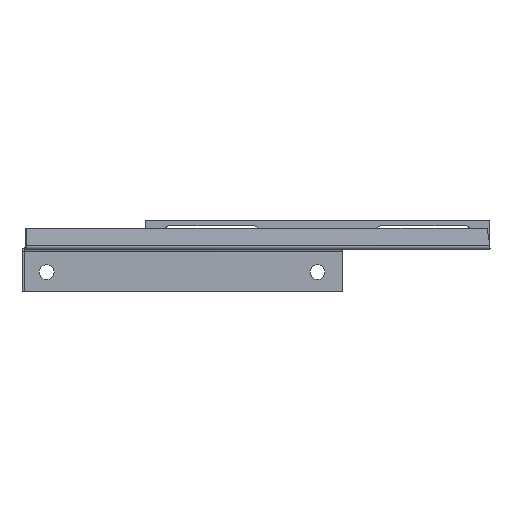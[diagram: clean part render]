
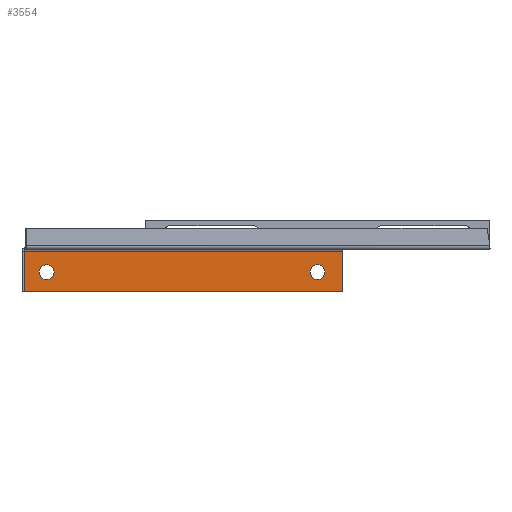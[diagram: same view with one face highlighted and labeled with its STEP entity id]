
A CAD part, front view. The second image highlights one B-rep face of the part: STEP entity #3554.
In plain terms, the highlighted planar face has unit normal (0, -1, 0).
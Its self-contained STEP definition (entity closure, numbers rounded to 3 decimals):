
#5 = ORIENTED_EDGE ( 'NONE', *, *, #2367, .F. ) ;
#38 = ORIENTED_EDGE ( 'NONE', *, *, #548, .T. ) ;
#49 = DIRECTION ( 'NONE',  ( 0., 0., 1. ) ) ;
#130 = CARTESIAN_POINT ( 'NONE',  ( -50., 123.75, -15. ) ) ;
#238 = CARTESIAN_POINT ( 'NONE',  ( -65., 123.75, -2.25 ) ) ;
#273 = AXIS2_PLACEMENT_3D ( 'NONE', #1938, #2318, #3884 ) ;
#305 = EDGE_CURVE ( 'NONE', #2827, #2638, #605, .T. ) ;
#381 = CARTESIAN_POINT ( 'NONE',  ( 115., 123.75, -10.5 ) ) ;
#465 = ORIENTED_EDGE ( 'NONE', *, *, #4249, .T. ) ;
#529 = AXIS2_PLACEMENT_3D ( 'NONE', #130, #1677, #2482 ) ;
#548 = EDGE_CURVE ( 'NONE', #2638, #2827, #1657, .T. ) ;
#605 = CIRCLE ( 'NONE', #529, 4.5 ) ;
#806 = FACE_OUTER_BOUND ( 'NONE', #4536, .T. ) ;
#1002 = LINE ( 'NONE', #238, #4874 ) ;
#1100 = DIRECTION ( 'NONE',  ( 0., -1., 0. ) ) ;
#1187 = CARTESIAN_POINT ( 'NONE',  ( 115., 123.75, -15. ) ) ;
#1269 = PLANE ( 'NONE',  #2201 ) ;
#1376 = CARTESIAN_POINT ( 'NONE',  ( 0., 123.75, -27. ) ) ;
#1460 = DIRECTION ( 'NONE',  ( 0., 0., -1. ) ) ;
#1657 = CIRCLE ( 'NONE', #273, 4.5 ) ;
#1677 = DIRECTION ( 'NONE',  ( 0., 1., 0. ) ) ;
#1780 = EDGE_CURVE ( 'NONE', #3918, #4402, #4134, .T. ) ;
#1791 = DIRECTION ( 'NONE',  ( 1., 0., 0. ) ) ;
#1938 = CARTESIAN_POINT ( 'NONE',  ( -50., 123.75, -15. ) ) ;
#1978 = CARTESIAN_POINT ( 'NONE',  ( 115., 123.75, -15. ) ) ;
#2014 = VERTEX_POINT ( 'NONE', #2777 ) ;
#2133 = ORIENTED_EDGE ( 'NONE', *, *, #1780, .F. ) ;
#2201 = AXIS2_PLACEMENT_3D ( 'NONE', #4668, #2335, #2816 ) ;
#2318 = DIRECTION ( 'NONE',  ( 0., 1., 0. ) ) ;
#2329 = DIRECTION ( 'NONE',  ( 0., 0., 1. ) ) ;
#2335 = DIRECTION ( 'NONE',  ( 0., 1., 0. ) ) ;
#2367 = EDGE_CURVE ( 'NONE', #2820, #4919, #1002, .T. ) ;
#2388 = CARTESIAN_POINT ( 'NONE',  ( -65., 123.75, -27. ) ) ;
#2475 = EDGE_CURVE ( 'NONE', #4090, #2014, #4839, .T. ) ;
#2482 = DIRECTION ( 'NONE',  ( 0., 0., 1. ) ) ;
#2609 = LINE ( 'NONE', #4603, #4791 ) ;
#2636 = CARTESIAN_POINT ( 'NONE',  ( -50., 123.75, -19.5 ) ) ;
#2638 = VERTEX_POINT ( 'NONE', #3859 ) ;
#2666 = EDGE_LOOP ( 'NONE', ( #38, #4264 ) ) ;
#2758 = CIRCLE ( 'NONE', #4461, 4.5 ) ;
#2777 = CARTESIAN_POINT ( 'NONE',  ( 130., 123.75, -27. ) ) ;
#2816 = DIRECTION ( 'NONE',  ( 0., 0., 1. ) ) ;
#2820 = VERTEX_POINT ( 'NONE', #2937 ) ;
#2827 = VERTEX_POINT ( 'NONE', #2636 ) ;
#2853 = EDGE_CURVE ( 'NONE', #4402, #3918, #2758, .T. ) ;
#2916 = DIRECTION ( 'NONE',  ( 1., 0., 0. ) ) ;
#2937 = CARTESIAN_POINT ( 'NONE',  ( -65., 123.75, -2.25 ) ) ;
#2944 = EDGE_LOOP ( 'NONE', ( #2133, #3386 ) ) ;
#3209 = CARTESIAN_POINT ( 'NONE',  ( 115., 123.75, -19.5 ) ) ;
#3221 = DIRECTION ( 'NONE',  ( 0., 0., 1. ) ) ;
#3260 = EDGE_CURVE ( 'NONE', #2014, #4919, #3541, .T. ) ;
#3386 = ORIENTED_EDGE ( 'NONE', *, *, #2853, .F. ) ;
#3541 = LINE ( 'NONE', #4673, #4712 ) ;
#3554 = ADVANCED_FACE ( 'NONE', ( #3560, #3878, #806 ), #1269, .F. ) ;
#3560 = FACE_BOUND ( 'NONE', #2666, .T. ) ;
#3714 = ORIENTED_EDGE ( 'NONE', *, *, #3260, .T. ) ;
#3859 = CARTESIAN_POINT ( 'NONE',  ( -50., 123.75, -10.5 ) ) ;
#3878 = FACE_BOUND ( 'NONE', #2944, .T. ) ;
#3884 = DIRECTION ( 'NONE',  ( 0., 0., 1. ) ) ;
#3918 = VERTEX_POINT ( 'NONE', #381 ) ;
#4090 = VERTEX_POINT ( 'NONE', #2388 ) ;
#4101 = CARTESIAN_POINT ( 'NONE',  ( 130., 123.75, -2.25 ) ) ;
#4134 = CIRCLE ( 'NONE', #4468, 4.5 ) ;
#4249 = EDGE_CURVE ( 'NONE', #2820, #4090, #2609, .T. ) ;
#4264 = ORIENTED_EDGE ( 'NONE', *, *, #305, .T. ) ;
#4402 = VERTEX_POINT ( 'NONE', #3209 ) ;
#4461 = AXIS2_PLACEMENT_3D ( 'NONE', #1187, #1100, #2329 ) ;
#4468 = AXIS2_PLACEMENT_3D ( 'NONE', #1978, #4736, #49 ) ;
#4478 = VECTOR ( 'NONE', #2916, 1000. ) ;
#4536 = EDGE_LOOP ( 'NONE', ( #5, #465, #4824, #3714 ) ) ;
#4603 = CARTESIAN_POINT ( 'NONE',  ( -65., 123.75, 0. ) ) ;
#4668 = CARTESIAN_POINT ( 'NONE',  ( 0., 123.75, 0. ) ) ;
#4673 = CARTESIAN_POINT ( 'NONE',  ( 130., 123.75, 0. ) ) ;
#4712 = VECTOR ( 'NONE', #3221, 1000. ) ;
#4736 = DIRECTION ( 'NONE',  ( 0., -1., 0. ) ) ;
#4791 = VECTOR ( 'NONE', #1460, 1000. ) ;
#4824 = ORIENTED_EDGE ( 'NONE', *, *, #2475, .T. ) ;
#4839 = LINE ( 'NONE', #1376, #4478 ) ;
#4874 = VECTOR ( 'NONE', #1791, 1000. ) ;
#4919 = VERTEX_POINT ( 'NONE', #4101 ) ;
